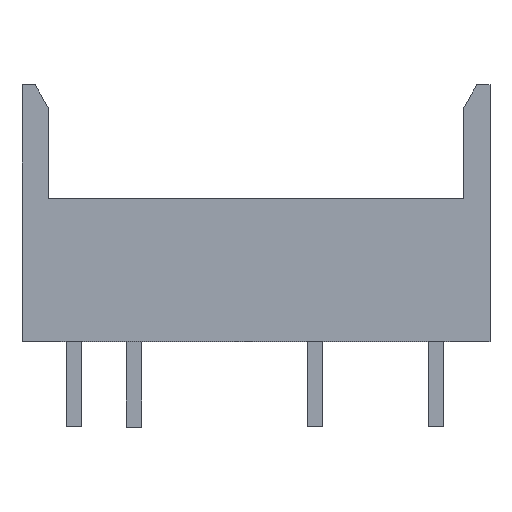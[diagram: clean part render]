
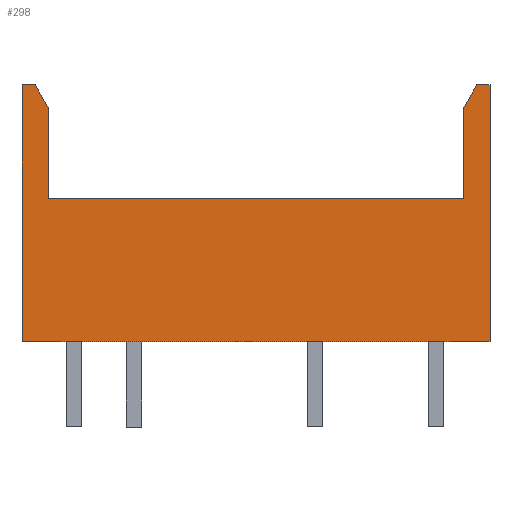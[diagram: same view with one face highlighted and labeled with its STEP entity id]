
A CAD part, top view. The second image highlights one B-rep face of the part: STEP entity #298.
In plain terms, the highlighted planar face has unit normal (0, 0, 1).
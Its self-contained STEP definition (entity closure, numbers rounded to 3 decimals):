
#298=ADVANCED_FACE('',(#612),#613,.T.);
#612=FACE_OUTER_BOUND('',#835,.T.);
#613=PLANE('',#836);
#835=EDGE_LOOP('',(#1540,#1541,#1542,#1543,#1544,#1545,#1546,#1547,#1548,#1549));
#836=AXIS2_PLACEMENT_3D('',#1550,#1551,#1552);
#1540=ORIENTED_EDGE('',*,*,#1866,.F.);
#1541=ORIENTED_EDGE('',*,*,#1909,.F.);
#1542=ORIENTED_EDGE('',*,*,#1892,.F.);
#1543=ORIENTED_EDGE('',*,*,#1897,.F.);
#1544=ORIENTED_EDGE('',*,*,#1901,.F.);
#1545=ORIENTED_EDGE('',*,*,#1903,.F.);
#1546=ORIENTED_EDGE('',*,*,#1846,.F.);
#1547=ORIENTED_EDGE('',*,*,#1856,.F.);
#1548=ORIENTED_EDGE('',*,*,#1860,.F.);
#1549=ORIENTED_EDGE('',*,*,#1864,.F.);
#1550=CARTESIAN_POINT('',(0.,4.545,3.45));
#1551=DIRECTION('',(0.0,0.0,1.0));
#1552=DIRECTION('',(1.0,0.0,0.0));
#1846=EDGE_CURVE('',#2180,#2182,#2183,.T.);
#1856=EDGE_CURVE('',#2198,#2180,#2200,.T.);
#1860=EDGE_CURVE('',#2204,#2198,#2206,.T.);
#1864=EDGE_CURVE('',#2210,#2204,#2212,.T.);
#1866=EDGE_CURVE('',#2213,#2210,#2215,.T.);
#1892=EDGE_CURVE('',#2257,#2259,#2260,.T.);
#1897=EDGE_CURVE('',#2265,#2257,#2267,.T.);
#1901=EDGE_CURVE('',#2271,#2265,#2273,.T.);
#1903=EDGE_CURVE('',#2182,#2271,#2275,.T.);
#1909=EDGE_CURVE('',#2259,#2213,#2283,.T.);
#2180=VERTEX_POINT('',#2637);
#2182=VERTEX_POINT('',#2640);
#2183=LINE('',#2641,#2642);
#2198=VERTEX_POINT('',#2665);
#2200=LINE('',#2668,#2669);
#2204=VERTEX_POINT('',#2675);
#2206=LINE('',#2678,#2679);
#2210=VERTEX_POINT('',#2685);
#2212=LINE('',#2688,#2689);
#2213=VERTEX_POINT('',#2690);
#2215=LINE('',#2693,#2694);
#2257=VERTEX_POINT('',#2760);
#2259=VERTEX_POINT('',#2763);
#2260=LINE('',#2764,#2765);
#2265=VERTEX_POINT('',#2773);
#2267=LINE('',#2776,#2777);
#2271=VERTEX_POINT('',#2783);
#2273=LINE('',#2786,#2787);
#2275=LINE('',#2790,#2791);
#2283=LINE('',#2804,#2805);
#2637=CARTESIAN_POINT('',(-8.75,6.0,3.45));
#2640=CARTESIAN_POINT('',(8.75,6.0,3.45));
#2641=CARTESIAN_POINT('',(-8.75,6.0,3.45));
#2642=VECTOR('',#2938,1.0);
#2665=CARTESIAN_POINT('',(-8.75,9.847,3.45));
#2668=CARTESIAN_POINT('',(-8.75,6.0,3.45));
#2669=VECTOR('',#2948,1.0);
#2675=CARTESIAN_POINT('',(-9.3,10.8,3.45));
#2678=CARTESIAN_POINT('',(-9.3,10.8,3.45));
#2679=VECTOR('',#2952,1.0);
#2685=CARTESIAN_POINT('',(-9.85,10.8,3.45));
#2688=CARTESIAN_POINT('',(-9.85,10.8,3.45));
#2689=VECTOR('',#2956,1.0);
#2690=CARTESIAN_POINT('',(-9.85,0.0,3.45));
#2693=CARTESIAN_POINT('',(-9.85,0.0,3.45));
#2694=VECTOR('',#2958,1.0);
#2760=CARTESIAN_POINT('',(9.85,10.8,3.45));
#2763=CARTESIAN_POINT('',(9.85,0.0,3.45));
#2764=CARTESIAN_POINT('',(9.85,10.8,3.45));
#2765=VECTOR('',#2984,1.0);
#2773=CARTESIAN_POINT('',(9.3,10.8,3.45));
#2776=CARTESIAN_POINT('',(9.3,10.8,3.45));
#2777=VECTOR('',#2989,1.0);
#2783=CARTESIAN_POINT('',(8.75,9.847,3.45));
#2786=CARTESIAN_POINT('',(9.3,10.8,3.45));
#2787=VECTOR('',#2993,1.0);
#2790=CARTESIAN_POINT('',(8.75,6.0,3.45));
#2791=VECTOR('',#2995,1.0);
#2804=CARTESIAN_POINT('',(-9.85,0.0,3.45));
#2805=VECTOR('',#3001,1.0);
#2938=DIRECTION('',(1.0,0.0,0.0));
#2948=DIRECTION('',(-0.0,-1.0,-0.0));
#2952=DIRECTION('',(0.5,-0.866,0.0));
#2956=DIRECTION('',(1.0,0.0,0.0));
#2958=DIRECTION('',(0.0,1.0,0.0));
#2984=DIRECTION('',(0.,-1.0,0.0));
#2989=DIRECTION('',(1.0,0.0,0.0));
#2993=DIRECTION('',(0.5,0.866,0.0));
#2995=DIRECTION('',(0.,1.0,0.0));
#3001=DIRECTION('',(-1.0,-0.0,-0.0));
